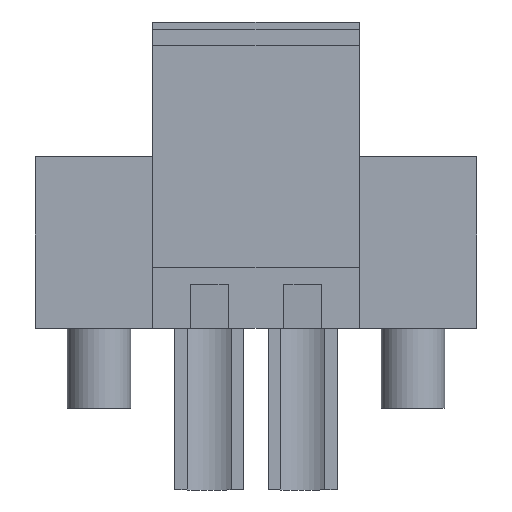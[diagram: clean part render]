
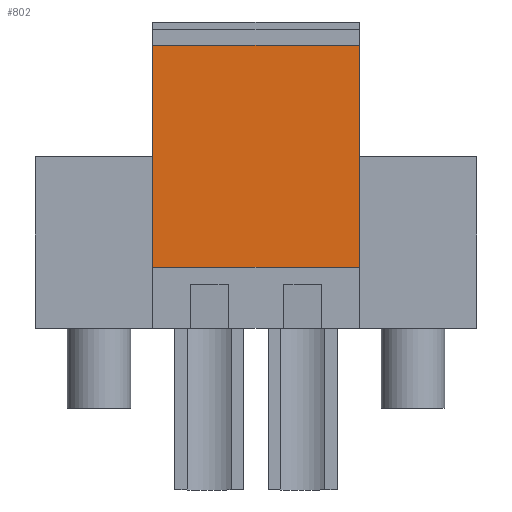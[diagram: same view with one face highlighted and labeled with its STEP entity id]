
A CAD part, front view. The second image highlights one B-rep face of the part: STEP entity #802.
In plain terms, the highlighted planar face has unit normal (0, -1, 0).
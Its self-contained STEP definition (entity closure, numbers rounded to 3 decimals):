
#782=AXIS2_PLACEMENT_3D('Plane Axis2P3D',#779,#780,#781) ;
#77=CARTESIAN_POINT('Vertex',(4.8,0.75,9.1)) ;
#80=CARTESIAN_POINT('Line Origine',(4.8,0.75,13.625)) ;
#84=CARTESIAN_POINT('Vertex',(4.8,0.75,18.15)) ;
#764=CARTESIAN_POINT('Vertex',(13.21,0.75,9.1)) ;
#767=CARTESIAN_POINT('Line Origine',(9.005,0.75,9.1)) ;
#779=CARTESIAN_POINT('Axis2P3D Location',(20.83,0.75,18.15)) ;
#784=CARTESIAN_POINT('Line Origine',(13.21,0.75,13.625)) ;
#788=CARTESIAN_POINT('Vertex',(13.21,0.75,18.15)) ;
#791=CARTESIAN_POINT('Line Origine',(9.005,0.75,18.15)) ;
#81=DIRECTION('Vector Direction',(0.,0.,-1.)) ;
#768=DIRECTION('Vector Direction',(-1.,0.,0.)) ;
#780=DIRECTION('Axis2P3D Direction',(0.,1.,0.)) ;
#781=DIRECTION('Axis2P3D XDirection',(0.,0.,-1.)) ;
#785=DIRECTION('Vector Direction',(0.,0.,-1.)) ;
#792=DIRECTION('Vector Direction',(-1.,0.,0.)) ;
#82=VECTOR('Line Direction',#81,1.) ;
#769=VECTOR('Line Direction',#768,1.) ;
#786=VECTOR('Line Direction',#785,1.) ;
#793=VECTOR('Line Direction',#792,1.) ;
#797=ORIENTED_EDGE('',*,*,#790,.F.) ;
#798=ORIENTED_EDGE('',*,*,#795,.T.) ;
#799=ORIENTED_EDGE('',*,*,#86,.T.) ;
#800=ORIENTED_EDGE('',*,*,#771,.F.) ;
#802=ADVANCED_FACE('HOUSING',(#801),#783,.F.) ;
#86=EDGE_CURVE('',#85,#78,#83,.T.) ;
#771=EDGE_CURVE('',#765,#78,#770,.T.) ;
#790=EDGE_CURVE('',#789,#765,#787,.T.) ;
#795=EDGE_CURVE('',#789,#85,#794,.T.) ;
#796=EDGE_LOOP('',(#797,#798,#799,#800)) ;
#801=FACE_OUTER_BOUND('',#796,.T.) ;
#83=LINE('Line',#80,#82) ;
#770=LINE('Line',#767,#769) ;
#787=LINE('Line',#784,#786) ;
#794=LINE('Line',#791,#793) ;
#783=PLANE('',#782) ;
#78=VERTEX_POINT('',#77) ;
#85=VERTEX_POINT('',#84) ;
#765=VERTEX_POINT('',#764) ;
#789=VERTEX_POINT('',#788) ;
